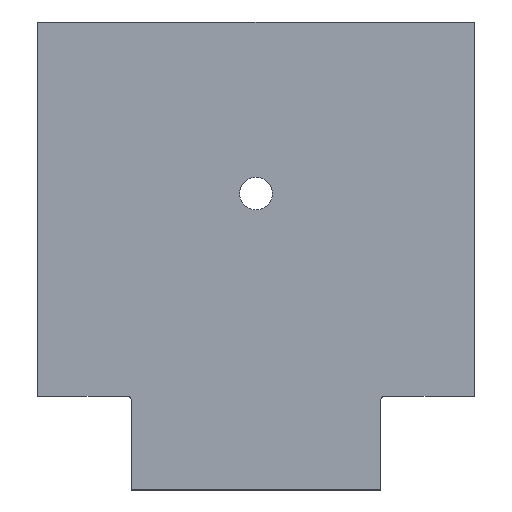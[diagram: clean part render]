
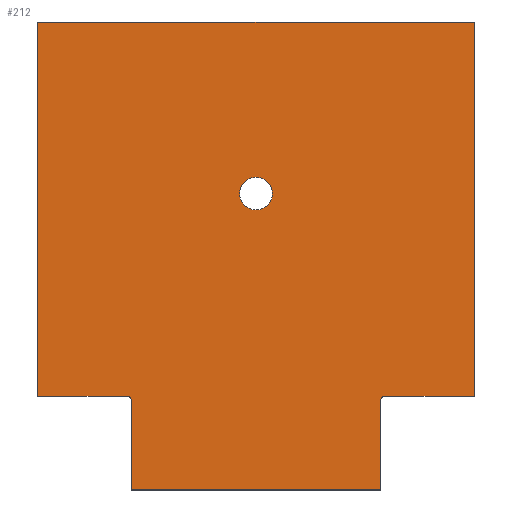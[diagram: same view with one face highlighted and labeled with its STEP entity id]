
A CAD part, top view. The second image highlights one B-rep face of the part: STEP entity #212.
In plain terms, the highlighted planar face has unit normal (0, 0, 1).
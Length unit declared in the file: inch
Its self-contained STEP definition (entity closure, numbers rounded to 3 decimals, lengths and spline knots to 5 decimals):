
#8 = DIRECTION ( 'NONE',  ( 0., 0., -1. ) ) ;
#17 = CARTESIAN_POINT ( 'NONE',  ( 39.83307, 14.875, 0.25 ) ) ;
#20 = AXIS2_PLACEMENT_3D ( 'NONE', #175, #314, #395 ) ;
#21 = CARTESIAN_POINT ( 'NONE',  ( 31.70807, 15., 0.25 ) ) ;
#24 = VERTEX_POINT ( 'NONE', #103 ) ;
#25 = EDGE_CURVE ( 'NONE', #171, #452, #322, .T. ) ;
#26 = LINE ( 'NONE', #450, #198 ) ;
#27 = VERTEX_POINT ( 'NONE', #463 ) ;
#33 = EDGE_CURVE ( 'NONE', #343, #169, #278, .T. ) ;
#37 = DIRECTION ( 'NONE',  ( 1., 0., 0. ) ) ;
#38 = VECTOR ( 'NONE', #190, 39.37008 ) ;
#40 = CARTESIAN_POINT ( 'NONE',  ( 39.83307, 12., 0.25 ) ) ;
#44 = AXIS2_PLACEMENT_3D ( 'NONE', #287, #288, #37 ) ;
#49 = CARTESIAN_POINT ( 'NONE',  ( 42.83307, 0., 0.25 ) ) ;
#51 = DIRECTION ( 'NONE',  ( -1., 0., 0. ) ) ;
#52 = EDGE_CURVE ( 'NONE', #176, #229, #362, .T. ) ;
#58 = AXIS2_PLACEMENT_3D ( 'NONE', #267, #446, #404 ) ;
#68 = EDGE_CURVE ( 'NONE', #24, #233, #263, .T. ) ;
#72 = DIRECTION ( 'NONE',  ( 1., 0., 0. ) ) ;
#75 = VECTOR ( 'NONE', #265, 39.37008 ) ;
#78 = CARTESIAN_POINT ( 'NONE',  ( 35.83307, 21.5, 0.25 ) ) ;
#81 = CARTESIAN_POINT ( 'NONE',  ( 28.83307, 15., 0.25 ) ) ;
#82 = LINE ( 'NONE', #49, #75 ) ;
#86 = EDGE_CURVE ( 'NONE', #27, #340, #82, .T. ) ;
#103 = CARTESIAN_POINT ( 'NONE',  ( 35.30807, 21.5, 0.25 ) ) ;
#110 = CIRCLE ( 'NONE', #20, 0.125 ) ;
#111 = CARTESIAN_POINT ( 'NONE',  ( 39.83307, 12., 0.25 ) ) ;
#112 = CARTESIAN_POINT ( 'NONE',  ( 0., 0., 0.25 ) ) ;
#119 = LINE ( 'NONE', #401, #38 ) ;
#130 = EDGE_CURVE ( 'NONE', #176, #219, #230, .T. ) ;
#135 = EDGE_CURVE ( 'NONE', #219, #169, #119, .T. ) ;
#140 = CARTESIAN_POINT ( 'NONE',  ( 0., 15., 0.25 ) ) ;
#151 = EDGE_CURVE ( 'NONE', #233, #24, #270, .T. ) ;
#156 = AXIS2_PLACEMENT_3D ( 'NONE', #112, #259, #422 ) ;
#157 = VECTOR ( 'NONE', #467, 39.37008 ) ;
#164 = VECTOR ( 'NONE', #281, 39.37008 ) ;
#169 = VERTEX_POINT ( 'NONE', #440 ) ;
#171 = VERTEX_POINT ( 'NONE', #337 ) ;
#173 = CARTESIAN_POINT ( 'NONE',  ( 0., 27., 0.25 ) ) ;
#175 = CARTESIAN_POINT ( 'NONE',  ( 39.95807, 14.875, 0.25 ) ) ;
#176 = VERTEX_POINT ( 'NONE', #111 ) ;
#190 = DIRECTION ( 'NONE',  ( 0., 1., 0. ) ) ;
#192 = DIRECTION ( 'NONE',  ( 1., 0., 0. ) ) ;
#198 = VECTOR ( 'NONE', #448, 39.37008 ) ;
#199 = VECTOR ( 'NONE', #462, 39.37008 ) ;
#204 = CARTESIAN_POINT ( 'NONE',  ( 36.35807, 21.5, 0.25 ) ) ;
#207 = CARTESIAN_POINT ( 'NONE',  ( 39.95807, 15., 0.25 ) ) ;
#208 = ORIENTED_EDGE ( 'NONE', *, *, #135, .F. ) ;
#212 = ADVANCED_FACE ( 'NONE', ( #445, #441 ), #370, .T. ) ;
#219 = VERTEX_POINT ( 'NONE', #347 ) ;
#223 = CARTESIAN_POINT ( 'NONE',  ( 31.83307, 12., 0.25 ) ) ;
#229 = VERTEX_POINT ( 'NONE', #17 ) ;
#230 = LINE ( 'NONE', #223, #256 ) ;
#233 = VERTEX_POINT ( 'NONE', #204 ) ;
#234 = CARTESIAN_POINT ( 'NONE',  ( 42.83307, 15., 0.25 ) ) ;
#235 = ORIENTED_EDGE ( 'NONE', *, *, #394, .F. ) ;
#241 = ORIENTED_EDGE ( 'NONE', *, *, #301, .T. ) ;
#256 = VECTOR ( 'NONE', #51, 39.37008 ) ;
#259 = DIRECTION ( 'NONE',  ( 0., 0., 1. ) ) ;
#263 = CIRCLE ( 'NONE', #58, 0.525 ) ;
#265 = DIRECTION ( 'NONE',  ( 0., -1., 0. ) ) ;
#267 = CARTESIAN_POINT ( 'NONE',  ( 35.83307, 21.5, 0.25 ) ) ;
#270 = CIRCLE ( 'NONE', #351, 0.525 ) ;
#272 = ORIENTED_EDGE ( 'NONE', *, *, #416, .T. ) ;
#274 = ORIENTED_EDGE ( 'NONE', *, *, #86, .F. ) ;
#278 = CIRCLE ( 'NONE', #44, 0.125 ) ;
#281 = DIRECTION ( 'NONE',  ( 1., 0., 0. ) ) ;
#283 = LINE ( 'NONE', #140, #164 ) ;
#287 = CARTESIAN_POINT ( 'NONE',  ( 31.70807, 14.875, 0.25 ) ) ;
#288 = DIRECTION ( 'NONE',  ( 0., 0., -1. ) ) ;
#291 = VECTOR ( 'NONE', #72, 39.37008 ) ;
#294 = EDGE_LOOP ( 'NONE', ( #469, #383 ) ) ;
#301 = EDGE_CURVE ( 'NONE', #452, #343, #26, .T. ) ;
#305 = ORIENTED_EDGE ( 'NONE', *, *, #25, .T. ) ;
#314 = DIRECTION ( 'NONE',  ( 0., 0., -1. ) ) ;
#315 = CARTESIAN_POINT ( 'NONE',  ( 28.83307, 0., 0.25 ) ) ;
#322 = LINE ( 'NONE', #315, #157 ) ;
#337 = CARTESIAN_POINT ( 'NONE',  ( 28.83307, 27., 0.25 ) ) ;
#340 = VERTEX_POINT ( 'NONE', #234 ) ;
#343 = VERTEX_POINT ( 'NONE', #21 ) ;
#347 = CARTESIAN_POINT ( 'NONE',  ( 31.83307, 12., 0.25 ) ) ;
#349 = LINE ( 'NONE', #173, #291 ) ;
#351 = AXIS2_PLACEMENT_3D ( 'NONE', #78, #8, #192 ) ;
#362 = LINE ( 'NONE', #40, #199 ) ;
#370 = PLANE ( 'NONE',  #156 ) ;
#383 = ORIENTED_EDGE ( 'NONE', *, *, #68, .T. ) ;
#392 = ORIENTED_EDGE ( 'NONE', *, *, #130, .F. ) ;
#394 = EDGE_CURVE ( 'NONE', #171, #27, #349, .T. ) ;
#395 = DIRECTION ( 'NONE',  ( 1., 0., 0. ) ) ;
#401 = CARTESIAN_POINT ( 'NONE',  ( 31.83307, 12., 0.25 ) ) ;
#404 = DIRECTION ( 'NONE',  ( 1., 0., 0. ) ) ;
#411 = EDGE_LOOP ( 'NONE', ( #235, #305, #241, #427, #208, #392, #423, #413, #272, #274 ) ) ;
#413 = ORIENTED_EDGE ( 'NONE', *, *, #434, .T. ) ;
#416 = EDGE_CURVE ( 'NONE', #418, #340, #283, .T. ) ;
#418 = VERTEX_POINT ( 'NONE', #207 ) ;
#422 = DIRECTION ( 'NONE',  ( 1., 0., 0. ) ) ;
#423 = ORIENTED_EDGE ( 'NONE', *, *, #52, .T. ) ;
#427 = ORIENTED_EDGE ( 'NONE', *, *, #33, .T. ) ;
#434 = EDGE_CURVE ( 'NONE', #229, #418, #110, .T. ) ;
#440 = CARTESIAN_POINT ( 'NONE',  ( 31.83307, 14.875, 0.25 ) ) ;
#441 = FACE_OUTER_BOUND ( 'NONE', #411, .T. ) ;
#445 = FACE_BOUND ( 'NONE', #294, .T. ) ;
#446 = DIRECTION ( 'NONE',  ( 0., 0., -1. ) ) ;
#448 = DIRECTION ( 'NONE',  ( 1., 0., 0. ) ) ;
#450 = CARTESIAN_POINT ( 'NONE',  ( 0., 15., 0.25 ) ) ;
#452 = VERTEX_POINT ( 'NONE', #81 ) ;
#462 = DIRECTION ( 'NONE',  ( 0., 1., 0. ) ) ;
#463 = CARTESIAN_POINT ( 'NONE',  ( 42.83307, 27., 0.25 ) ) ;
#467 = DIRECTION ( 'NONE',  ( 0., -1., 0. ) ) ;
#469 = ORIENTED_EDGE ( 'NONE', *, *, #151, .T. ) ;
